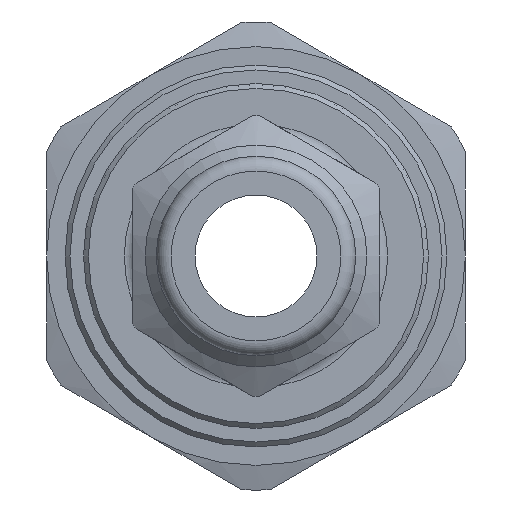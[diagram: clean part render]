
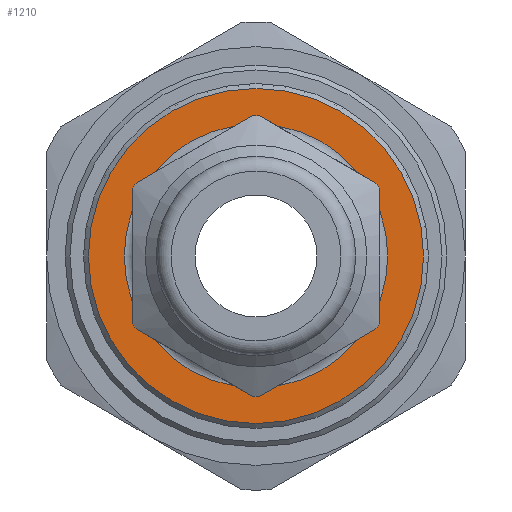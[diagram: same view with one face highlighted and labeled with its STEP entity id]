
A CAD part, left-side view. The second image highlights one B-rep face of the part: STEP entity #1210.
In plain terms, the highlighted planar face has unit normal (-1, 0, 0).
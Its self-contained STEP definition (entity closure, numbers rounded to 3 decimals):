
#32=FACE_BOUND('',#297,.T.);
#105=CIRCLE('',#1386,6.8);
#106=CIRCLE('',#1388,5.35);
#107=CIRCLE('',#1389,5.35);
#226=FACE_OUTER_BOUND('',#296,.T.);
#296=EDGE_LOOP('',(#959));
#297=EDGE_LOOP('',(#960,#961));
#536=VERTEX_POINT('',#2180);
#537=VERTEX_POINT('',#2184);
#538=VERTEX_POINT('',#2185);
#699=EDGE_CURVE('',#536,#536,#105,.T.);
#700=EDGE_CURVE('',#537,#538,#106,.T.);
#701=EDGE_CURVE('',#538,#537,#107,.T.);
#959=ORIENTED_EDGE('',*,*,#699,.F.);
#960=ORIENTED_EDGE('',*,*,#700,.F.);
#961=ORIENTED_EDGE('',*,*,#701,.F.);
#1166=PLANE('',#1387);
#1210=ADVANCED_FACE('',(#226,#32),#1166,.T.);
#1386=AXIS2_PLACEMENT_3D('',#2182,#1676,#1677);
#1387=AXIS2_PLACEMENT_3D('',#2183,#1678,#1679);
#1388=AXIS2_PLACEMENT_3D('',#2186,#1680,#1681);
#1389=AXIS2_PLACEMENT_3D('',#2187,#1682,#1683);
#1676=DIRECTION('center_axis',(1.,0.,0.));
#1677=DIRECTION('ref_axis',(0.,-1.,0.));
#1678=DIRECTION('center_axis',(-1.,0.,0.));
#1679=DIRECTION('ref_axis',(0.,0.,1.));
#1680=DIRECTION('center_axis',(-1.,0.,0.));
#1681=DIRECTION('ref_axis',(0.,-1.,0.));
#1682=DIRECTION('center_axis',(-1.,0.,0.));
#1683=DIRECTION('ref_axis',(0.,-1.,0.));
#2180=CARTESIAN_POINT('',(23.5,6.8,0.));
#2182=CARTESIAN_POINT('Origin',(23.5,0.,0.));
#2183=CARTESIAN_POINT('Origin',(23.5,5.925,0.));
#2184=CARTESIAN_POINT('',(23.5,5.35,0.));
#2185=CARTESIAN_POINT('',(23.5,0.,5.35));
#2186=CARTESIAN_POINT('Origin',(23.5,0.,0.));
#2187=CARTESIAN_POINT('Origin',(23.5,0.,0.));
